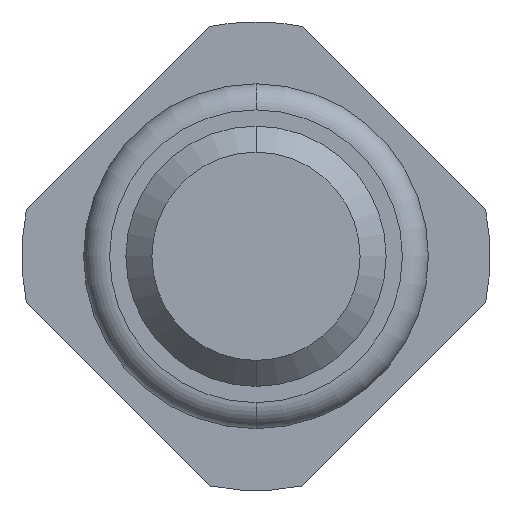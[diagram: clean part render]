
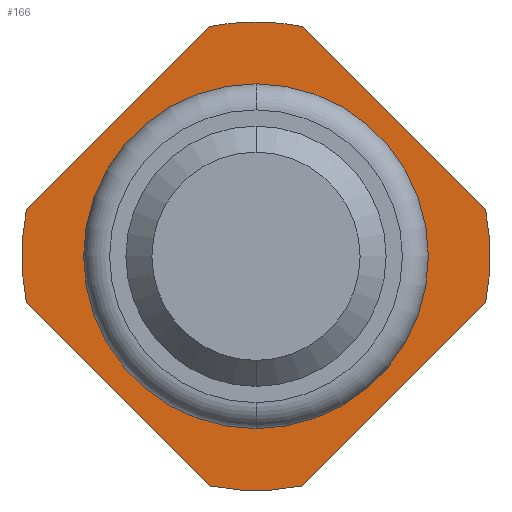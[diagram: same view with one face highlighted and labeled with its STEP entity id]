
A CAD part, front view. The second image highlights one B-rep face of the part: STEP entity #166.
In plain terms, the highlighted planar face has unit normal (0, -1, 0).
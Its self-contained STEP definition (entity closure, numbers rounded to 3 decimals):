
#15 = VERTEX_POINT ( 'NONE', #2207 ) ;
#33 = VECTOR ( 'NONE', #64, 1000. ) ;
#45 = CIRCLE ( 'NONE', #240, 1.8 ) ;
#64 = DIRECTION ( 'NONE',  ( 0.707, 0., 0.707 ) ) ;
#98 = DIRECTION ( 'NONE',  ( 0., 1., 0. ) ) ;
#114 = CARTESIAN_POINT ( 'NONE',  ( 1.961, -2., 0.161 ) ) ;
#116 = CARTESIAN_POINT ( 'NONE',  ( -0.161, -2., 1.961 ) ) ;
#117 = CARTESIAN_POINT ( 'NONE',  ( 0., -2., -1.325 ) ) ;
#166 = ADVANCED_FACE ( 'Defeature ausgef�hrt2_0', ( #2626, #4686 ), #737, .F. ) ;
#169 = LINE ( 'NONE', #2662, #4184 ) ;
#188 = DIRECTION ( 'NONE',  ( 0.707, 0., -0.707 ) ) ;
#240 = AXIS2_PLACEMENT_3D ( 'NONE', #3636, #3283, #4033 ) ;
#354 = VERTEX_POINT ( 'NONE', #880 ) ;
#494 = DIRECTION ( 'NONE',  ( 0., 1., 0. ) ) ;
#527 = CARTESIAN_POINT ( 'NONE',  ( 1.764, -2., -0.357 ) ) ;
#562 = DIRECTION ( 'NONE',  ( 0., 1., 0. ) ) ;
#571 = LINE ( 'NONE', #3637, #735 ) ;
#589 = DIRECTION ( 'NONE',  ( 0., 1., 0. ) ) ;
#681 = CIRCLE ( 'NONE', #3736, 1.8 ) ;
#700 = EDGE_CURVE ( 'Defeature ausgef�hrt2_0+Defeature ausgef�hrt2_12+Defeature ausgef�hrt2_12+Defeature ausgef�hrt2_12', #15, #2364, #1026, .T. ) ;
#719 = CARTESIAN_POINT ( 'NONE',  ( -0.357, -2., 1.764 ) ) ;
#729 = EDGE_CURVE ( 'Defeature ausgef�hrt2_17+Defeature ausgef�hrt2_0+Defeature ausgef�hrt2_3+Defeature ausgef�hrt2_2', #3251, #2253, #783, .T. ) ;
#735 = VECTOR ( 'NONE', #3960, 1000. ) ;
#737 = PLANE ( 'NONE',  #3414 ) ;
#783 = LINE ( 'NONE', #116, #33 ) ;
#880 = CARTESIAN_POINT ( 'NONE',  ( 0.357, -2., -1.764 ) ) ;
#1026 = CIRCLE ( 'NONE', #1117, 1.325 ) ;
#1048 = CIRCLE ( 'NONE', #2683, 1.8 ) ;
#1068 = VERTEX_POINT ( 'NONE', #2266 ) ;
#1085 = ORIENTED_EDGE ( 'NONE', *, *, #4571, .F. ) ;
#1117 = AXIS2_PLACEMENT_3D ( 'NONE', #4093, #98, #2652 ) ;
#1145 = EDGE_LOOP ( 'NONE', ( #2761, #1756 ) ) ;
#1207 = EDGE_CURVE ( 'Defeature ausgef�hrt2_18+Defeature ausgef�hrt2_0+Defeature ausgef�hrt2_2+Defeature ausgef�hrt2_1', #2481, #3450, #1778, .T. ) ;
#1237 = DIRECTION ( 'NONE',  ( 0., 0., 1. ) ) ;
#1242 = EDGE_CURVE ( 'Defeature ausgef�hrt2_2+Defeature ausgef�hrt2_0+Defeature ausgef�hrt2_17+Defeature ausgef�hrt2_18', #1068, #2481, #681, .T. ) ;
#1260 = CARTESIAN_POINT ( 'NONE',  ( -1.764, -2., 0.357 ) ) ;
#1342 = AXIS2_PLACEMENT_3D ( 'NONE', #3178, #589, #3167 ) ;
#1353 = ORIENTED_EDGE ( 'NONE', *, *, #4352, .F. ) ;
#1357 = CARTESIAN_POINT ( 'NONE',  ( 1.764, -2., 0.357 ) ) ;
#1399 = EDGE_CURVE ( 'Defeature ausgef�hrt2_16+Defeature ausgef�hrt2_0+Defeature ausgef�hrt2_4+Defeature ausgef�hrt2_3', #4698, #1401, #169, .T. ) ;
#1400 = CIRCLE ( 'NONE', #3457, 1.325 ) ;
#1401 = VERTEX_POINT ( 'NONE', #4586 ) ;
#1414 = VERTEX_POINT ( 'NONE', #527 ) ;
#1703 = CARTESIAN_POINT ( 'NONE',  ( 0.357, -2., 1.764 ) ) ;
#1756 = ORIENTED_EDGE ( 'NONE', *, *, #4505, .T. ) ;
#1778 = LINE ( 'NONE', #114, #3327 ) ;
#1815 = DIRECTION ( 'NONE',  ( 0., 1., 0. ) ) ;
#1837 = EDGE_CURVE ( 'Defeature ausgef�hrt2_1+Defeature ausgef�hrt2_0+Defeature ausgef�hrt2_18+Defeature ausgef�hrt2_15', #3450, #1414, #2356, .T. ) ;
#2019 = DIRECTION ( 'NONE',  ( -0.707, 0., 0.707 ) ) ;
#2207 = CARTESIAN_POINT ( 'NONE',  ( 0., -2., 1.325 ) ) ;
#2253 = VERTEX_POINT ( 'NONE', #719 ) ;
#2266 = CARTESIAN_POINT ( 'NONE',  ( 0., -2., 1.8 ) ) ;
#2291 = CARTESIAN_POINT ( 'NONE',  ( -0.357, -2., -1.764 ) ) ;
#2347 = ORIENTED_EDGE ( 'NONE', *, *, #729, .F. ) ;
#2356 = CIRCLE ( 'NONE', #1342, 1.8 ) ;
#2364 = VERTEX_POINT ( 'NONE', #117 ) ;
#2376 = EDGE_CURVE ( 'Defeature ausgef�hrt2_3+Defeature ausgef�hrt2_0+Defeature ausgef�hrt2_16+Defeature ausgef�hrt2_17', #1401, #3251, #3827, .T. ) ;
#2481 = VERTEX_POINT ( 'NONE', #1703 ) ;
#2549 = ORIENTED_EDGE ( 'NONE', *, *, #1399, .F. ) ;
#2626 = FACE_BOUND ( 'NONE', #1145, .T. ) ;
#2652 = DIRECTION ( 'NONE',  ( 0., 0., 1. ) ) ;
#2662 = CARTESIAN_POINT ( 'NONE',  ( -0.161, -2., -1.961 ) ) ;
#2683 = AXIS2_PLACEMENT_3D ( 'NONE', #3383, #4179, #3754 ) ;
#2745 = CARTESIAN_POINT ( 'NONE',  ( 0., -2., 0. ) ) ;
#2761 = ORIENTED_EDGE ( 'NONE', *, *, #700, .T. ) ;
#2764 = EDGE_LOOP ( 'NONE', ( #3102, #4209, #2784, #2347, #4682, #2549, #1353, #1085, #3639 ) ) ;
#2784 = ORIENTED_EDGE ( 'NONE', *, *, #2858, .F. ) ;
#2858 = EDGE_CURVE ( 'Defeature ausgef�hrt2_2+Defeature ausgef�hrt2_0+Defeature ausgef�hrt2_17+Defeature ausgef�hrt2_18', #2253, #1068, #45, .T. ) ;
#3102 = ORIENTED_EDGE ( 'NONE', *, *, #1207, .F. ) ;
#3137 = DIRECTION ( 'NONE',  ( 0., 0., 1. ) ) ;
#3167 = DIRECTION ( 'NONE',  ( 0., 0., 1. ) ) ;
#3178 = CARTESIAN_POINT ( 'NONE',  ( 0., -2., 0. ) ) ;
#3209 = DIRECTION ( 'NONE',  ( 0., 0., 1. ) ) ;
#3251 = VERTEX_POINT ( 'NONE', #1260 ) ;
#3283 = DIRECTION ( 'NONE',  ( 0., 1., 0. ) ) ;
#3327 = VECTOR ( 'NONE', #188, 1000. ) ;
#3383 = CARTESIAN_POINT ( 'NONE',  ( 0., -2., 0. ) ) ;
#3414 = AXIS2_PLACEMENT_3D ( 'NONE', #4726, #1815, #3640 ) ;
#3424 = CARTESIAN_POINT ( 'NONE',  ( 0., -2., 0. ) ) ;
#3450 = VERTEX_POINT ( 'NONE', #1357 ) ;
#3457 = AXIS2_PLACEMENT_3D ( 'NONE', #4198, #3596, #3209 ) ;
#3596 = DIRECTION ( 'NONE',  ( 0., 1., 0. ) ) ;
#3636 = CARTESIAN_POINT ( 'NONE',  ( 0., -2., 0. ) ) ;
#3637 = CARTESIAN_POINT ( 'NONE',  ( 1.961, -2., -0.161 ) ) ;
#3639 = ORIENTED_EDGE ( 'NONE', *, *, #1837, .F. ) ;
#3640 = DIRECTION ( 'NONE',  ( 0., 0., 1. ) ) ;
#3736 = AXIS2_PLACEMENT_3D ( 'NONE', #2745, #562, #3137 ) ;
#3754 = DIRECTION ( 'NONE',  ( 0., 0., 1. ) ) ;
#3827 = CIRCLE ( 'NONE', #4515, 1.8 ) ;
#3960 = DIRECTION ( 'NONE',  ( -0.707, 0., -0.707 ) ) ;
#4033 = DIRECTION ( 'NONE',  ( 0., 0., 1. ) ) ;
#4093 = CARTESIAN_POINT ( 'NONE',  ( 0., -2., 0. ) ) ;
#4179 = DIRECTION ( 'NONE',  ( 0., 1., 0. ) ) ;
#4184 = VECTOR ( 'NONE', #2019, 1000. ) ;
#4198 = CARTESIAN_POINT ( 'NONE',  ( 0., -2., 0. ) ) ;
#4209 = ORIENTED_EDGE ( 'NONE', *, *, #1242, .F. ) ;
#4352 = EDGE_CURVE ( 'Defeature ausgef�hrt2_4+Defeature ausgef�hrt2_0+Defeature ausgef�hrt2_15+Defeature ausgef�hrt2_16', #354, #4698, #1048, .T. ) ;
#4505 = EDGE_CURVE ( 'Defeature ausgef�hrt2_0+Defeature ausgef�hrt2_12+Defeature ausgef�hrt2_12+Defeature ausgef�hrt2_12', #2364, #15, #1400, .T. ) ;
#4515 = AXIS2_PLACEMENT_3D ( 'NONE', #3424, #494, #1237 ) ;
#4571 = EDGE_CURVE ( 'Defeature ausgef�hrt2_15+Defeature ausgef�hrt2_0+Defeature ausgef�hrt2_1+Defeature ausgef�hrt2_4', #1414, #354, #571, .T. ) ;
#4586 = CARTESIAN_POINT ( 'NONE',  ( -1.764, -2., -0.357 ) ) ;
#4682 = ORIENTED_EDGE ( 'NONE', *, *, #2376, .F. ) ;
#4686 = FACE_OUTER_BOUND ( 'NONE', #2764, .T. ) ;
#4698 = VERTEX_POINT ( 'NONE', #2291 ) ;
#4726 = CARTESIAN_POINT ( 'NONE',  ( 1.8, -2., 0. ) ) ;
